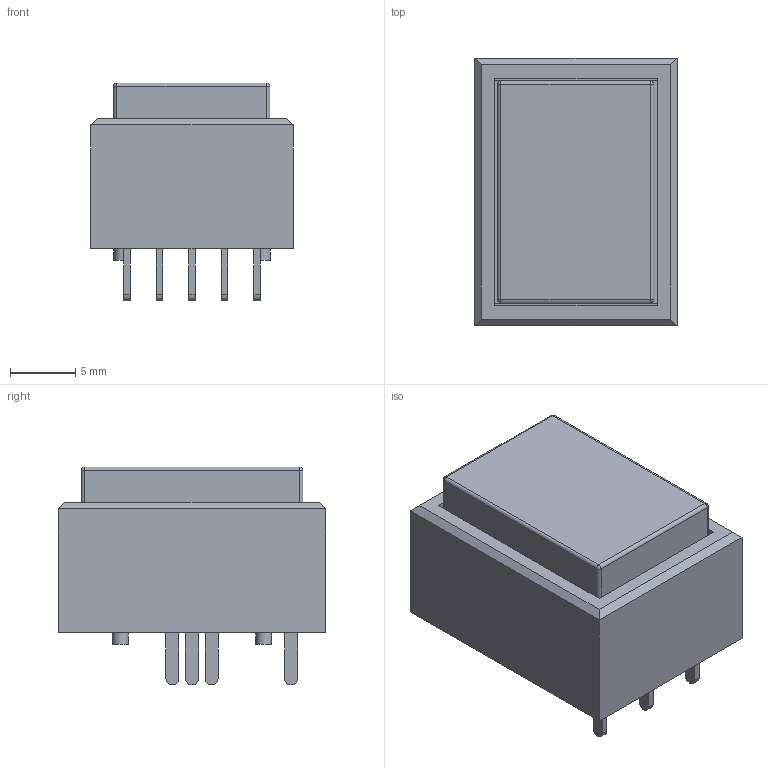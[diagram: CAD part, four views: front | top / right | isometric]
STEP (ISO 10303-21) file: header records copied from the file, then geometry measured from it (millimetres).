
FILE_DESCRIPTION((' '),'2;1');
FILE_NAME('ULP12xxP1xRFCL1xxxxxx.stp','2017-07-28T10:14:39',(' '),(' '),' ','ACIS',' ');
FILE_SCHEMA(('CONFIG_CONTROL_DESIGN'));
Length unit declared in the file: inch
Products named in the file (3): ULP12xxP1xRFCL1xxxxxx.stp; Body1; Body2
Assembly tree (2 placements, depth 2):
  ULP12xxP1xRFCL1xxxxxx.stp
    Body1
    Body2
Bounding box: 15.5 x 20.5 x 16.7 mm (x, y, z)
Volume: 1459.5 mm3; surface area: 4057.7 mm2
Topology: 2 solids, 2 shells, 300 faces, 781 edges, 496 vertices
Faces by surface type: plane 277, cylinder 19, sphere 4
Full cylindrical faces by diameter (mm): 1.2 x4
Entity records: 9320 total; most frequent: CARTESIAN_POINT 1573, ORIENTED_EDGE 1548, DIRECTION 1422, EDGE_CURVE 774, VECTOR 736, LINE 736, VERTEX_POINT 494, AXIS2_PLACEMENT_3D 343
